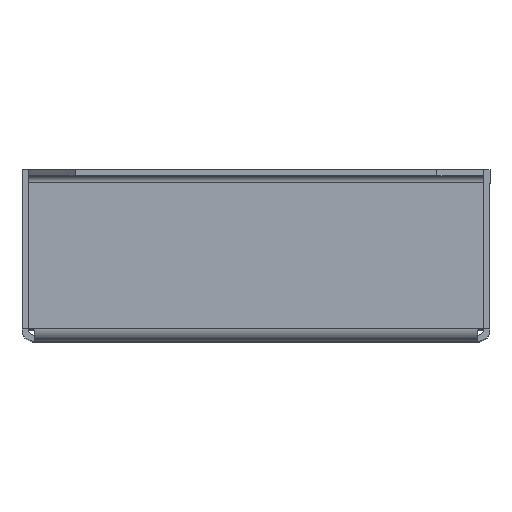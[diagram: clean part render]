
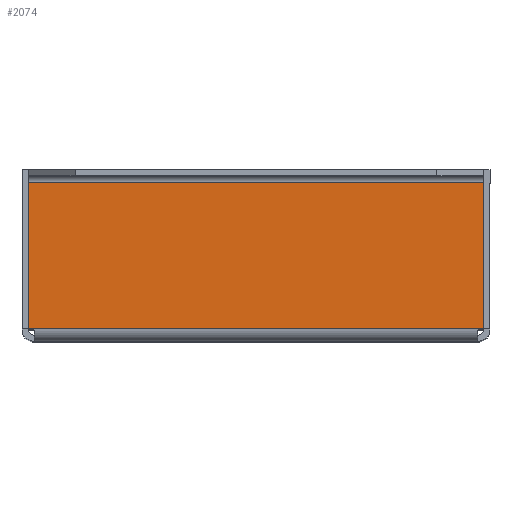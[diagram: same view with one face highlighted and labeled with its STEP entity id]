
A CAD part, top view. The second image highlights one B-rep face of the part: STEP entity #2074.
In plain terms, the highlighted planar face has unit normal (0, 0, 1).
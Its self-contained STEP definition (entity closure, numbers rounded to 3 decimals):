
#130=PLANE('',#2300);
#234=FACE_OUTER_BOUND('',#354,.T.);
#354=EDGE_LOOP('',(#1693,#1694,#1695,#1696,#1697,#1698));
#561=LINE('',#3346,#727);
#583=LINE('',#3396,#749);
#585=LINE('',#3400,#751);
#586=LINE('',#3402,#752);
#587=LINE('',#3404,#753);
#588=LINE('',#3405,#754);
#727=VECTOR('',#2761,10.);
#749=VECTOR('',#2809,10.);
#751=VECTOR('',#2813,10.);
#752=VECTOR('',#2814,10.);
#753=VECTOR('',#2815,10.);
#754=VECTOR('',#2816,10.);
#1045=VERTEX_POINT('',#3343);
#1046=VERTEX_POINT('',#3345);
#1061=VERTEX_POINT('',#3395);
#1062=VERTEX_POINT('',#3399);
#1063=VERTEX_POINT('',#3401);
#1064=VERTEX_POINT('',#3403);
#1278=EDGE_CURVE('',#1046,#1045,#561,.T.);
#1303=EDGE_CURVE('',#1061,#1046,#583,.F.);
#1305=EDGE_CURVE('',#1062,#1045,#585,.T.);
#1306=EDGE_CURVE('',#1063,#1062,#586,.T.);
#1307=EDGE_CURVE('',#1063,#1064,#587,.T.);
#1308=EDGE_CURVE('',#1064,#1061,#588,.T.);
#1693=ORIENTED_EDGE('',*,*,#1278,.T.);
#1694=ORIENTED_EDGE('',*,*,#1305,.F.);
#1695=ORIENTED_EDGE('',*,*,#1306,.F.);
#1696=ORIENTED_EDGE('',*,*,#1307,.T.);
#1697=ORIENTED_EDGE('',*,*,#1308,.T.);
#1698=ORIENTED_EDGE('',*,*,#1303,.T.);
#2074=ADVANCED_FACE('',(#234),#130,.T.);
#2300=AXIS2_PLACEMENT_3D('',#3398,#2811,#2812);
#2761=DIRECTION('',(-1.,0.,0.));
#2809=DIRECTION('',(0.,-1.,0.));
#2811=DIRECTION('center_axis',(0.,0.,1.));
#2812=DIRECTION('ref_axis',(0.,-1.,0.));
#2813=DIRECTION('',(0.,1.,0.));
#2814=DIRECTION('',(-1.,0.,0.));
#2815=DIRECTION('',(1.,0.,0.));
#2816=DIRECTION('',(1.,0.,0.));
#3343=CARTESIAN_POINT('',(-72.986,51.,100.));
#3345=CARTESIAN_POINT('',(72.986,51.,100.));
#3346=CARTESIAN_POINT('',(-36.493,51.,100.));
#3395=CARTESIAN_POINT('',(72.986,4.,100.));
#3396=CARTESIAN_POINT('',(72.986,41.126,100.));
#3398=CARTESIAN_POINT('Origin',(0.,27.251,100.));
#3399=CARTESIAN_POINT('',(-72.986,4.,100.));
#3400=CARTESIAN_POINT('',(-72.986,15.626,100.));
#3401=CARTESIAN_POINT('',(-71.,4.,100.));
#3402=CARTESIAN_POINT('',(-71.,4.,100.));
#3403=CARTESIAN_POINT('',(71.,4.,100.));
#3404=CARTESIAN_POINT('',(0.,4.,100.));
#3405=CARTESIAN_POINT('',(71.,4.,100.));
